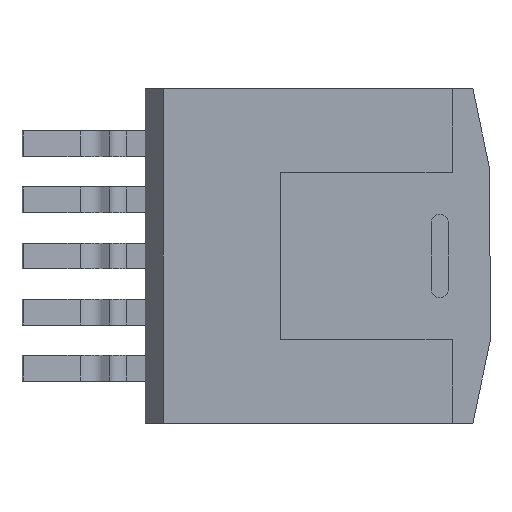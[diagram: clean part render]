
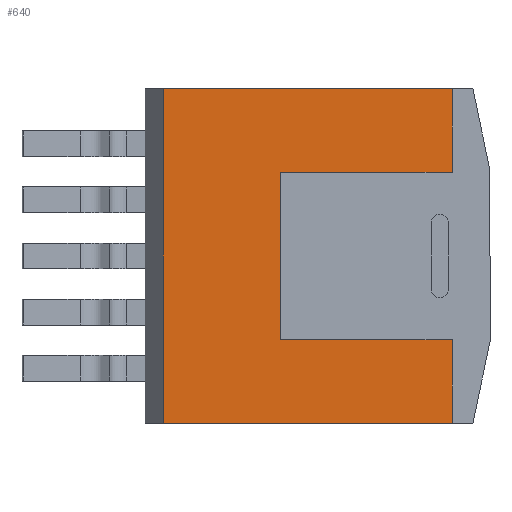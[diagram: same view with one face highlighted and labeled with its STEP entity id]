
A CAD part, front view. The second image highlights one B-rep face of the part: STEP entity #640.
In plain terms, the highlighted planar face has unit normal (0, -1, 0).
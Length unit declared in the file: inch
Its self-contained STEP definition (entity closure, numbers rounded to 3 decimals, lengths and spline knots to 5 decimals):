
#2 = CARTESIAN_POINT ( 'NONE',  ( 0.23418, 0., 0.19975 ) ) ;
#17 = CARTESIAN_POINT ( 'NONE',  ( 0.23418, 0., -0.19975 ) ) ;
#43 = CARTESIAN_POINT ( 'NONE',  ( -0.11082, 0., -0.19975 ) ) ;
#63 = CARTESIAN_POINT ( 'NONE',  ( 0.0295, 0., -0.1 ) ) ;
#92 = ORIENTED_EDGE ( 'NONE', *, *, #3239, .F. ) ;
#145 = VERTEX_POINT ( 'NONE', #43 ) ;
#149 = VECTOR ( 'NONE', #1486, 39.37008 ) ;
#163 = CARTESIAN_POINT ( 'NONE',  ( -0.11082, 0., -0.19975 ) ) ;
#209 = DIRECTION ( 'NONE',  ( 0., 1., 0. ) ) ;
#232 = DIRECTION ( 'NONE',  ( 0., 0., 1. ) ) ;
#264 = FACE_OUTER_BOUND ( 'NONE', #922, .T. ) ;
#269 = VERTEX_POINT ( 'NONE', #508 ) ;
#385 = ORIENTED_EDGE ( 'NONE', *, *, #2757, .F. ) ;
#506 = CARTESIAN_POINT ( 'NONE',  ( 0.23418, 0., -0.1 ) ) ;
#508 = CARTESIAN_POINT ( 'NONE',  ( -0.11082, 0., 0.19975 ) ) ;
#580 = ORIENTED_EDGE ( 'NONE', *, *, #3561, .F. ) ;
#640 = ADVANCED_FACE ( 'NONE', ( #264 ), #2399, .F. ) ;
#651 = ORIENTED_EDGE ( 'NONE', *, *, #1929, .F. ) ;
#724 = VERTEX_POINT ( 'NONE', #3294 ) ;
#793 = LINE ( 'NONE', #17, #1595 ) ;
#808 = CARTESIAN_POINT ( 'NONE',  ( 0.23418, 0., -0.1 ) ) ;
#834 = EDGE_CURVE ( 'NONE', #724, #3282, #793, .T. ) ;
#877 = VECTOR ( 'NONE', #1044, 39.37008 ) ;
#888 = DIRECTION ( 'NONE',  ( -1., 0., 0. ) ) ;
#922 = EDGE_LOOP ( 'NONE', ( #2479, #92, #385, #1873, #1037, #580, #1128, #651 ) ) ;
#975 = CARTESIAN_POINT ( 'NONE',  ( 0.0295, 0., 0.1 ) ) ;
#1037 = ORIENTED_EDGE ( 'NONE', *, *, #2739, .T. ) ;
#1044 = DIRECTION ( 'NONE',  ( 0., 0., -1. ) ) ;
#1128 = ORIENTED_EDGE ( 'NONE', *, *, #2655, .F. ) ;
#1219 = VERTEX_POINT ( 'NONE', #1571 ) ;
#1343 = DIRECTION ( 'NONE',  ( 0., 0., 1. ) ) ;
#1384 = VERTEX_POINT ( 'NONE', #2 ) ;
#1414 = CARTESIAN_POINT ( 'NONE',  ( 0.23418, 0., 0.1 ) ) ;
#1482 = EDGE_CURVE ( 'NONE', #2525, #1219, #1662, .T. ) ;
#1486 = DIRECTION ( 'NONE',  ( 0., 0., 1. ) ) ;
#1524 = DIRECTION ( 'NONE',  ( 1., 0., 0. ) ) ;
#1571 = CARTESIAN_POINT ( 'NONE',  ( 0.0295, 0., 0.1 ) ) ;
#1595 = VECTOR ( 'NONE', #1343, 39.37008 ) ;
#1654 = AXIS2_PLACEMENT_3D ( 'NONE', #3555, #209, #232 ) ;
#1662 = LINE ( 'NONE', #1414, #3383 ) ;
#1693 = DIRECTION ( 'NONE',  ( -1., 0., 0. ) ) ;
#1737 = CARTESIAN_POINT ( 'NONE',  ( 0.23418, 0., 0.1 ) ) ;
#1873 = ORIENTED_EDGE ( 'NONE', *, *, #1482, .F. ) ;
#1929 = EDGE_CURVE ( 'NONE', #724, #145, #2498, .T. ) ;
#2002 = LINE ( 'NONE', #975, #877 ) ;
#2215 = VECTOR ( 'NONE', #3582, 39.37008 ) ;
#2367 = CARTESIAN_POINT ( 'NONE',  ( 0.23418, 0., -0.19975 ) ) ;
#2399 = PLANE ( 'NONE',  #1654 ) ;
#2479 = ORIENTED_EDGE ( 'NONE', *, *, #834, .T. ) ;
#2498 = LINE ( 'NONE', #2808, #3291 ) ;
#2525 = VERTEX_POINT ( 'NONE', #1737 ) ;
#2547 = VECTOR ( 'NONE', #1524, 39.37008 ) ;
#2560 = LINE ( 'NONE', #2367, #149 ) ;
#2601 = LINE ( 'NONE', #808, #2215 ) ;
#2617 = CARTESIAN_POINT ( 'NONE',  ( -0.1325, 0., 0.19975 ) ) ;
#2655 = EDGE_CURVE ( 'NONE', #145, #269, #2658, .T. ) ;
#2658 = LINE ( 'NONE', #163, #2699 ) ;
#2699 = VECTOR ( 'NONE', #3186, 39.37008 ) ;
#2739 = EDGE_CURVE ( 'NONE', #2525, #1384, #2560, .T. ) ;
#2757 = EDGE_CURVE ( 'NONE', #1219, #3344, #2002, .T. ) ;
#2808 = CARTESIAN_POINT ( 'NONE',  ( -0.1325, 0., -0.19975 ) ) ;
#2906 = LINE ( 'NONE', #2617, #2547 ) ;
#3186 = DIRECTION ( 'NONE',  ( 0., 0., 1. ) ) ;
#3239 = EDGE_CURVE ( 'NONE', #3344, #3282, #2601, .T. ) ;
#3282 = VERTEX_POINT ( 'NONE', #506 ) ;
#3291 = VECTOR ( 'NONE', #888, 39.37008 ) ;
#3294 = CARTESIAN_POINT ( 'NONE',  ( 0.23418, 0., -0.19975 ) ) ;
#3344 = VERTEX_POINT ( 'NONE', #63 ) ;
#3383 = VECTOR ( 'NONE', #1693, 39.37008 ) ;
#3555 = CARTESIAN_POINT ( 'NONE',  ( 0., 0., 0. ) ) ;
#3561 = EDGE_CURVE ( 'NONE', #269, #1384, #2906, .T. ) ;
#3582 = DIRECTION ( 'NONE',  ( 1., 0., 0. ) ) ;
